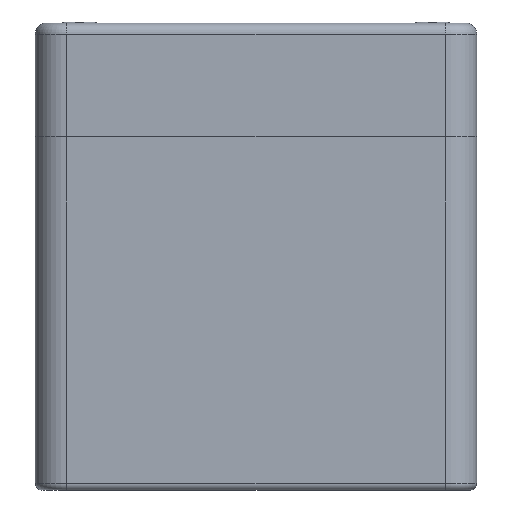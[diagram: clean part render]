
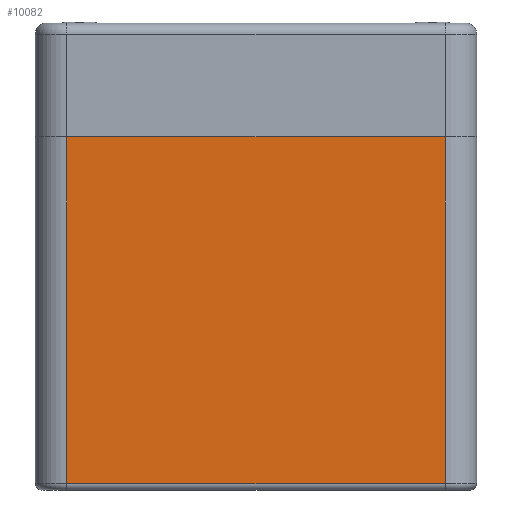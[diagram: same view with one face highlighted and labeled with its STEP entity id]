
A CAD part, left-side view. The second image highlights one B-rep face of the part: STEP entity #10082.
In plain terms, the highlighted planar face has unit normal (-1, 0, 0).
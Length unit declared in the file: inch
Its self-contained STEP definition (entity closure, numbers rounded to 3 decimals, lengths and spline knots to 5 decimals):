
#9 = FACE_OUTER_BOUND ( 'NONE', #4304, .T. ) ;
#1004 = DIRECTION ( 'NONE',  ( 0., 1., 0. ) ) ;
#1033 = ORIENTED_EDGE ( 'NONE', *, *, #4814, .T. ) ;
#1083 = CARTESIAN_POINT ( 'NONE',  ( -1.64144, -1.13237, -1.22913 ) ) ;
#1314 = CARTESIAN_POINT ( 'NONE',  ( -1.64144, 1.22983, -0.14645 ) ) ;
#1704 = AXIS2_PLACEMENT_3D ( 'NONE', #5351, #13086, #13183 ) ;
#2729 = VECTOR ( 'NONE', #10462, 39.37008 ) ;
#3302 = PLANE ( 'NONE',  #1704 ) ;
#3537 = CARTESIAN_POINT ( 'NONE',  ( -1.64144, 1.22983, 0.93623 ) ) ;
#3613 = CARTESIAN_POINT ( 'NONE',  ( -1.64144, -1.13237, -0.14645 ) ) ;
#3989 = EDGE_CURVE ( 'NONE', #13207, #10612, #13074, .T. ) ;
#4061 = VERTEX_POINT ( 'NONE', #7260 ) ;
#4304 = EDGE_LOOP ( 'NONE', ( #7727, #8765, #1033, #10552 ) ) ;
#4814 = EDGE_CURVE ( 'NONE', #4061, #9659, #6650, .T. ) ;
#5237 = LINE ( 'NONE', #1314, #7831 ) ;
#5283 = CARTESIAN_POINT ( 'NONE',  ( -1.64144, 1.22983, -1.22913 ) ) ;
#5351 = CARTESIAN_POINT ( 'NONE',  ( -1.64144, 1.22983, -0.14645 ) ) ;
#5708 = LINE ( 'NONE', #3613, #2729 ) ;
#5762 = EDGE_CURVE ( 'NONE', #10612, #9659, #5237, .T. ) ;
#5871 = DIRECTION ( 'NONE',  ( 0., 0., 1. ) ) ;
#6620 = CARTESIAN_POINT ( 'NONE',  ( -1.64144, 1.22983, 0.93623 ) ) ;
#6650 = LINE ( 'NONE', #3537, #11349 ) ;
#7183 = VECTOR ( 'NONE', #13943, 39.37008 ) ;
#7260 = CARTESIAN_POINT ( 'NONE',  ( -1.64144, -1.13237, 0.93623 ) ) ;
#7727 = ORIENTED_EDGE ( 'NONE', *, *, #3989, .F. ) ;
#7831 = VECTOR ( 'NONE', #5871, 39.37008 ) ;
#8765 = ORIENTED_EDGE ( 'NONE', *, *, #13362, .T. ) ;
#9659 = VERTEX_POINT ( 'NONE', #6620 ) ;
#10082 = ADVANCED_FACE ( 'NONE', ( #9 ), #3302, .T. ) ;
#10462 = DIRECTION ( 'NONE',  ( 0., 0., 1. ) ) ;
#10552 = ORIENTED_EDGE ( 'NONE', *, *, #5762, .F. ) ;
#10612 = VERTEX_POINT ( 'NONE', #5283 ) ;
#10753 = CARTESIAN_POINT ( 'NONE',  ( -1.64144, 0.04873, -1.22913 ) ) ;
#11349 = VECTOR ( 'NONE', #1004, 39.37008 ) ;
#13074 = LINE ( 'NONE', #10753, #7183 ) ;
#13086 = DIRECTION ( 'NONE',  ( -1., 0., 0. ) ) ;
#13183 = DIRECTION ( 'NONE',  ( 0., -1., 0. ) ) ;
#13207 = VERTEX_POINT ( 'NONE', #1083 ) ;
#13362 = EDGE_CURVE ( 'NONE', #13207, #4061, #5708, .T. ) ;
#13943 = DIRECTION ( 'NONE',  ( 0., 1., 0. ) ) ;
